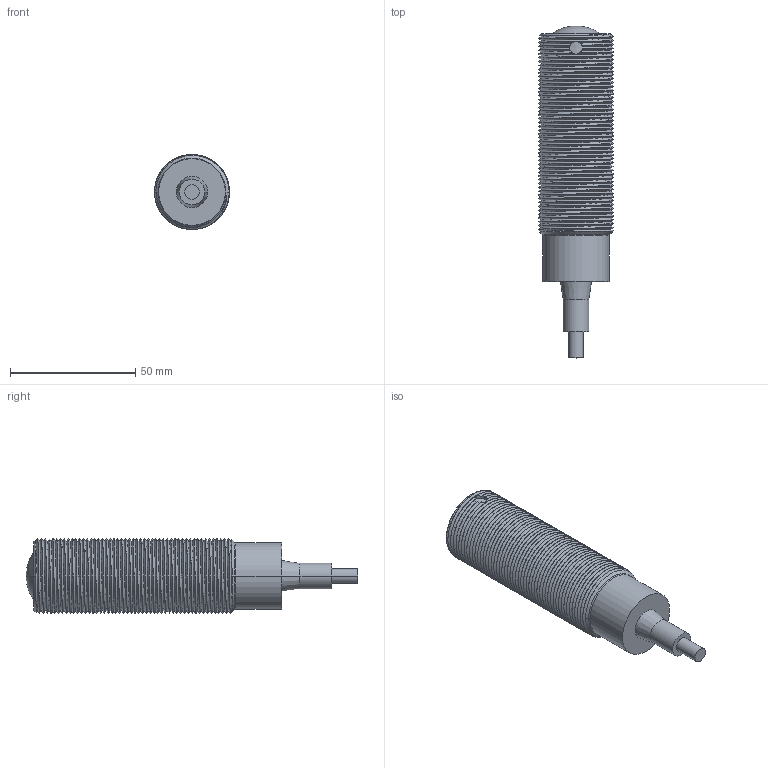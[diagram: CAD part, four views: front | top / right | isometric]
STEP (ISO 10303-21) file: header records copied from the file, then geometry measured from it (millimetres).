
FILE_DESCRIPTION((''),'2;1');
FILE_NAME('156694_SM01_ASM','2022-11-29T13:42:42',('PDMAdmin'),('BANNER ENGINEERING'),'CREO PARAMETRIC BY PTC INC, 2019292','CREO PARAMETRIC BY PTC INC, 2019292','');
FILE_SCHEMA(('CONFIG_CONTROL_DESIGN'));
Length unit declared in the file: millimetre
Products named in the file (2): 156694_EP01; 156694_SM01_ASM
Assembly tree (1 placements, depth 2):
  156694_SM01_ASM
    156694_EP01
Bounding box: 29.97 x 132.67 x 29.97 mm (x, y, z)
Volume: 65992.6 mm3; surface area: 15480.3 mm2
Topology: 1 solids, 1 shells, 157 faces, 435 edges, 281 vertices
Faces by surface type: cylinder 106, bspline 34, cone 7, plane 4, torus 4, sphere 2
Entity records: 20804 total; most frequent: CARTESIAN_POINT 17358, ORIENTED_EDGE 866, DIRECTION 446, EDGE_CURVE 433, VERTEX_POINT 281, B_SPLINE_CURVE_WITH_KNOTS 269, EDGE_LOOP 160, FACE_OUTER_BOUND 157
